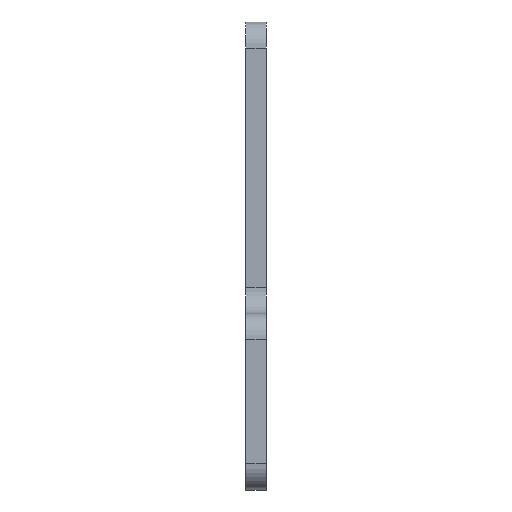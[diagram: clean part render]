
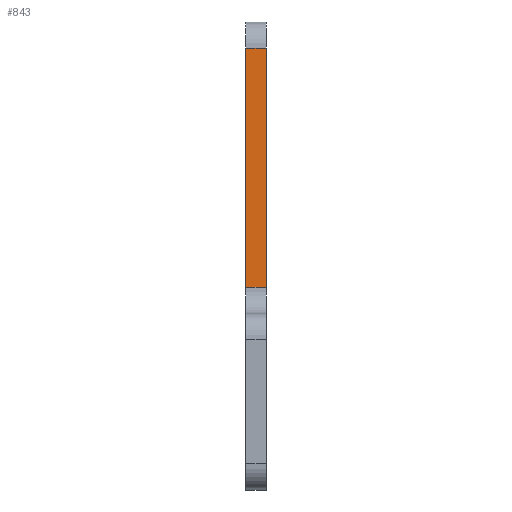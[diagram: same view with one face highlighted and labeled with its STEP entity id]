
A CAD part, left-side view. The second image highlights one B-rep face of the part: STEP entity #843.
In plain terms, the highlighted planar face has unit normal (-1, 0, 0).
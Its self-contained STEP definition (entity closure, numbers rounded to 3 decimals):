
#71 = ORIENTED_EDGE ( 'NONE', *, *, #204, .F. ) ;
#87 = ORIENTED_EDGE ( 'NONE', *, *, #364, .T. ) ;
#98 = LINE ( 'NONE', #885, #401 ) ;
#162 = CARTESIAN_POINT ( 'NONE',  ( -8.5, 2., 11. ) ) ;
#184 = DIRECTION ( 'NONE',  ( 0., 0., -1. ) ) ;
#204 = EDGE_CURVE ( 'NONE', #626, #711, #807, .T. ) ;
#220 = VERTEX_POINT ( 'NONE', #869 ) ;
#226 = ORIENTED_EDGE ( 'NONE', *, *, #277, .T. ) ;
#231 = CARTESIAN_POINT ( 'NONE',  ( -8.5, 0., 34. ) ) ;
#241 = VECTOR ( 'NONE', #653, 1000. ) ;
#250 = DIRECTION ( 'NONE',  ( 0., 0., -1. ) ) ;
#256 = CARTESIAN_POINT ( 'NONE',  ( -8.5, 0., 11. ) ) ;
#261 = VECTOR ( 'NONE', #250, 1000. ) ;
#277 = EDGE_CURVE ( 'NONE', #626, #220, #734, .T. ) ;
#283 = PLANE ( 'NONE',  #712 ) ;
#289 = CARTESIAN_POINT ( 'NONE',  ( -8.5, 0., 36.5 ) ) ;
#317 = EDGE_CURVE ( 'NONE', #220, #336, #98, .T. ) ;
#318 = CARTESIAN_POINT ( 'NONE',  ( -8.5, 0., 36.5 ) ) ;
#336 = VERTEX_POINT ( 'NONE', #162 ) ;
#364 = EDGE_CURVE ( 'NONE', #336, #711, #477, .T. ) ;
#393 = ORIENTED_EDGE ( 'NONE', *, *, #317, .T. ) ;
#401 = VECTOR ( 'NONE', #184, 1000. ) ;
#477 = LINE ( 'NONE', #256, #835 ) ;
#553 = EDGE_LOOP ( 'NONE', ( #393, #87, #71, #226 ) ) ;
#558 = DIRECTION ( 'NONE',  ( -1., 0., 0. ) ) ;
#626 = VERTEX_POINT ( 'NONE', #805 ) ;
#630 = FACE_OUTER_BOUND ( 'NONE', #553, .T. ) ;
#653 = DIRECTION ( 'NONE',  ( 0., 1., 0. ) ) ;
#681 = DIRECTION ( 'NONE',  ( 0., -1., 0. ) ) ;
#695 = CARTESIAN_POINT ( 'NONE',  ( -8.5, 0., 11. ) ) ;
#711 = VERTEX_POINT ( 'NONE', #695 ) ;
#712 = AXIS2_PLACEMENT_3D ( 'NONE', #289, #558, #852 ) ;
#734 = LINE ( 'NONE', #231, #241 ) ;
#805 = CARTESIAN_POINT ( 'NONE',  ( -8.5, 0., 34. ) ) ;
#807 = LINE ( 'NONE', #318, #261 ) ;
#835 = VECTOR ( 'NONE', #681, 1000. ) ;
#843 = ADVANCED_FACE ( 'NONE', ( #630 ), #283, .T. ) ;
#852 = DIRECTION ( 'NONE',  ( 0., 0., -1. ) ) ;
#869 = CARTESIAN_POINT ( 'NONE',  ( -8.5, 2., 34. ) ) ;
#885 = CARTESIAN_POINT ( 'NONE',  ( -8.5, 2., 36.5 ) ) ;
